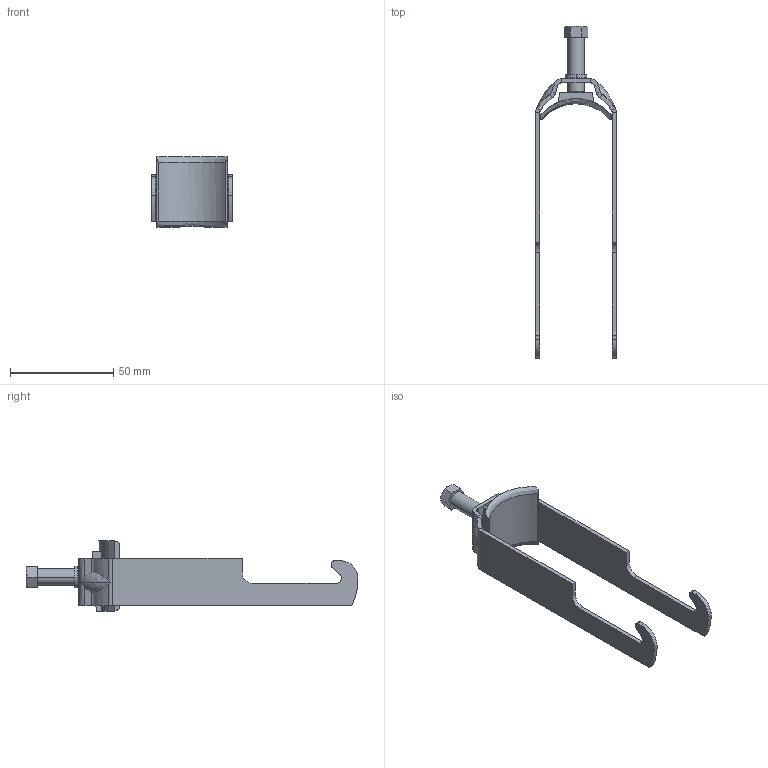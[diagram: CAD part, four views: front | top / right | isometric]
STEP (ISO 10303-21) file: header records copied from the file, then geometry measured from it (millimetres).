
FILE_DESCRIPTION (( 'STEP AP214' ), '1' );
FILE_NAME ('1181343.stp', '2017-09-15T12:46:09', ( '' ), ( '' ), 'SwSTEP 2.0', 'SolidWorks 2016', '' );
FILE_SCHEMA (( 'AUTOMOTIVE_DESIGN' ));
Length unit declared in the file: millimetre
Products named in the file (5): EB104-06-02_Standard; EB104-00-04_Standard; EB104-00-03_Druckschraube - M8 x 26; EB504-06-01_2 fach; 1181343
Assembly tree (4 placements, depth 2):
  1181343
    EB504-06-01_2 fach
    EB104-00-03_Druckschraube - M8 x 26
    EB104-00-04_Standard
    EB104-06-02_Standard
Bounding box: 39 x 160.5 x 34 mm (x, y, z)
Volume: 16485 mm3; surface area: 17774.3 mm2
Topology: 4 solids, 4 shells, 225 faces, 555 edges, 343 vertices
Faces by surface type: plane 147, cylinder 52, torus 14, cone 10, bspline 2
Entity records: 7338 total; most frequent: CARTESIAN_POINT 1879, ORIENTED_EDGE 1106, DIRECTION 1076, EDGE_CURVE 553, LINE 360, VECTOR 360, AXIS2_PLACEMENT_3D 358, VERTEX_POINT 343
